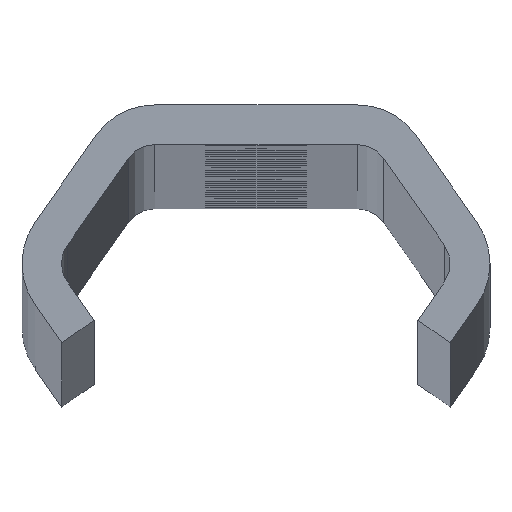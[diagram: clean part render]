
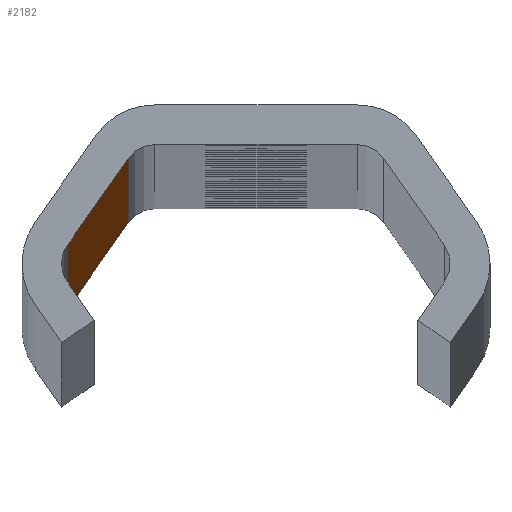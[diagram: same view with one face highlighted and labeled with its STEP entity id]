
A CAD part, top view. The second image highlights one B-rep face of the part: STEP entity #2182.
In plain terms, the highlighted planar face has unit normal (0.819, -0.574, 0).
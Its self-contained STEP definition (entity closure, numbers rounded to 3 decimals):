
#92 = DIRECTION ( 'NONE',  ( -0.574, -0.819, 0. ) ) ;
#183 = CARTESIAN_POINT ( 'NONE',  ( -8.052, 6.635, 1160. ) ) ;
#217 = ORIENTED_EDGE ( 'NONE', *, *, #1883, .T. ) ;
#221 = DIRECTION ( 'NONE',  ( 0.574, 0.819, 0. ) ) ;
#240 = CARTESIAN_POINT ( 'NONE',  ( -11.883, 1.163, -1160. ) ) ;
#396 = EDGE_CURVE ( 'NONE', #5849, #3208, #5152, .T. ) ;
#428 = ORIENTED_EDGE ( 'NONE', *, *, #5352, .F. ) ;
#585 = VECTOR ( 'NONE', #221, 1000. ) ;
#895 = CARTESIAN_POINT ( 'NONE',  ( -11.883, 1.163, -1160. ) ) ;
#942 = ORIENTED_EDGE ( 'NONE', *, *, #396, .F. ) ;
#962 = LINE ( 'NONE', #895, #2129 ) ;
#1391 = DIRECTION ( 'NONE',  ( 0., 0., -1. ) ) ;
#1408 = AXIS2_PLACEMENT_3D ( 'NONE', #5568, #5443, #92 ) ;
#1880 = DIRECTION ( 'NONE',  ( 0.574, 0.819, 0. ) ) ;
#1883 = EDGE_CURVE ( 'NONE', #2117, #1887, #4786, .T. ) ;
#1887 = VERTEX_POINT ( 'NONE', #240 ) ;
#1901 = CARTESIAN_POINT ( 'NONE',  ( -8.052, 6.635, 1160. ) ) ;
#2068 = LINE ( 'NONE', #2510, #585 ) ;
#2117 = VERTEX_POINT ( 'NONE', #3177 ) ;
#2128 = EDGE_LOOP ( 'NONE', ( #2284, #942, #428, #217 ) ) ;
#2129 = VECTOR ( 'NONE', #1880, 1000. ) ;
#2182 = ADVANCED_FACE ( 'NONE', ( #2341 ), #2732, .F. ) ;
#2284 = ORIENTED_EDGE ( 'NONE', *, *, #2537, .T. ) ;
#2341 = FACE_OUTER_BOUND ( 'NONE', #2128, .T. ) ;
#2510 = CARTESIAN_POINT ( 'NONE',  ( -11.883, 1.163, 1160. ) ) ;
#2537 = EDGE_CURVE ( 'NONE', #1887, #3208, #962, .T. ) ;
#2728 = VECTOR ( 'NONE', #5655, 1000. ) ;
#2732 = PLANE ( 'NONE',  #1408 ) ;
#3177 = CARTESIAN_POINT ( 'NONE',  ( -11.883, 1.163, 1160. ) ) ;
#3208 = VERTEX_POINT ( 'NONE', #4389 ) ;
#3409 = VECTOR ( 'NONE', #1391, 1000. ) ;
#3915 = CARTESIAN_POINT ( 'NONE',  ( -11.883, 1.163, 1160. ) ) ;
#4389 = CARTESIAN_POINT ( 'NONE',  ( -8.052, 6.635, -1160. ) ) ;
#4786 = LINE ( 'NONE', #3915, #2728 ) ;
#5152 = LINE ( 'NONE', #183, #3409 ) ;
#5352 = EDGE_CURVE ( 'NONE', #2117, #5849, #2068, .T. ) ;
#5443 = DIRECTION ( 'NONE',  ( -0.819, 0.574, 0. ) ) ;
#5568 = CARTESIAN_POINT ( 'NONE',  ( -11.883, 1.163, 1160. ) ) ;
#5655 = DIRECTION ( 'NONE',  ( 0., 0., -1. ) ) ;
#5849 = VERTEX_POINT ( 'NONE', #1901 ) ;
